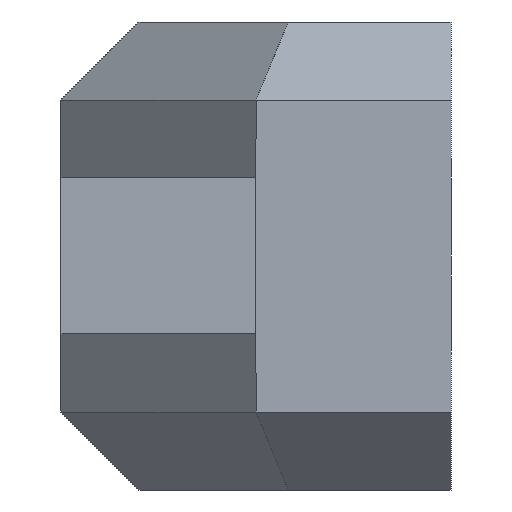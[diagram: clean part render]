
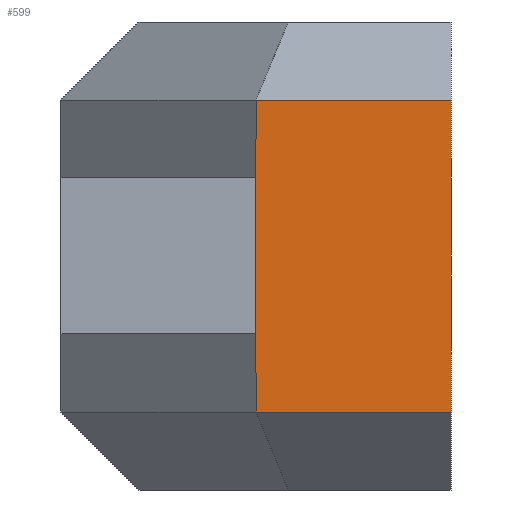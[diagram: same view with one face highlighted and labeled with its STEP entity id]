
A CAD part, left-side view. The second image highlights one B-rep face of the part: STEP entity #599.
In plain terms, the highlighted planar face has unit normal (-1, 0, 0).
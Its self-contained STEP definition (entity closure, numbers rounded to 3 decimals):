
#44=PLANE('',#655);
#53=LINE('',#879,#123);
#77=LINE('',#927,#147);
#91=LINE('',#958,#161);
#98=LINE('',#971,#168);
#112=LINE('',#998,#182);
#115=LINE('',#1004,#185);
#123=VECTOR('',#689,10.);
#147=VECTOR('',#729,10.);
#161=VECTOR('',#759,10.);
#168=VECTOR('',#772,10.);
#182=VECTOR('',#796,10.);
#185=VECTOR('',#805,10.);
#219=FACE_OUTER_BOUND('',#255,.T.);
#255=EDGE_LOOP('',(#545,#546,#547,#548,#549,#550));
#283=VERTEX_POINT('',#877);
#284=VERTEX_POINT('',#878);
#300=VERTEX_POINT('',#925);
#308=VERTEX_POINT('',#956);
#309=VERTEX_POINT('',#957);
#312=VERTEX_POINT('',#970);
#337=EDGE_CURVE('',#283,#284,#53,.T.);
#361=EDGE_CURVE('',#300,#283,#77,.T.);
#376=EDGE_CURVE('',#308,#309,#91,.T.);
#383=EDGE_CURVE('',#309,#312,#98,.T.);
#398=EDGE_CURVE('',#312,#300,#112,.T.);
#401=EDGE_CURVE('',#284,#308,#115,.T.);
#545=ORIENTED_EDGE('',*,*,#376,.F.);
#546=ORIENTED_EDGE('',*,*,#401,.F.);
#547=ORIENTED_EDGE('',*,*,#337,.F.);
#548=ORIENTED_EDGE('',*,*,#361,.F.);
#549=ORIENTED_EDGE('',*,*,#398,.F.);
#550=ORIENTED_EDGE('',*,*,#383,.F.);
#599=ADVANCED_FACE('',(#219),#44,.T.);
#655=AXIS2_PLACEMENT_3D('',#1005,#806,#807);
#689=DIRECTION('',(0.,0.,1.));
#729=DIRECTION('',(0.,0.,1.));
#759=DIRECTION('',(0.,-1.,0.));
#772=DIRECTION('',(0.,0.,-1.));
#796=DIRECTION('',(0.,1.,0.));
#805=DIRECTION('',(0.,0.,1.));
#806=DIRECTION('center_axis',(-1.,0.,0.));
#807=DIRECTION('ref_axis',(0.,0.,1.));
#877=CARTESIAN_POINT('',(0.,5.,4.));
#878=CARTESIAN_POINT('',(0.,5.,8.));
#879=CARTESIAN_POINT('',(0.,5.,12.));
#925=CARTESIAN_POINT('',(0.,5.,2.));
#927=CARTESIAN_POINT('',(0.,5.,12.));
#956=CARTESIAN_POINT('',(0.,5.,10.));
#957=CARTESIAN_POINT('',(0.,0.,10.));
#958=CARTESIAN_POINT('',(0.,0.,10.));
#970=CARTESIAN_POINT('',(0.,0.,2.));
#971=CARTESIAN_POINT('',(0.,0.,12.));
#998=CARTESIAN_POINT('',(0.,0.,2.));
#1004=CARTESIAN_POINT('',(0.,5.,12.));
#1005=CARTESIAN_POINT('Origin',(0.,0.,0.));
